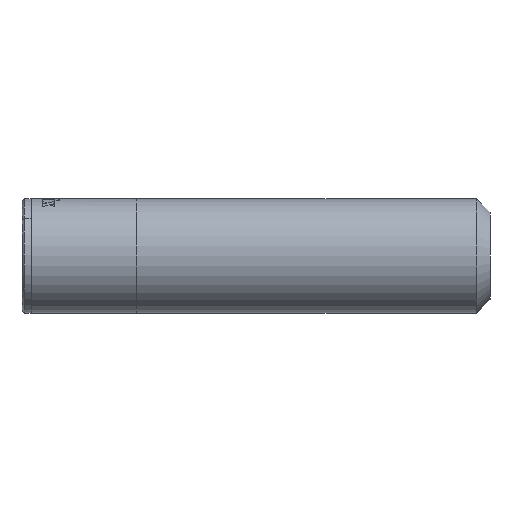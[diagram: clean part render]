
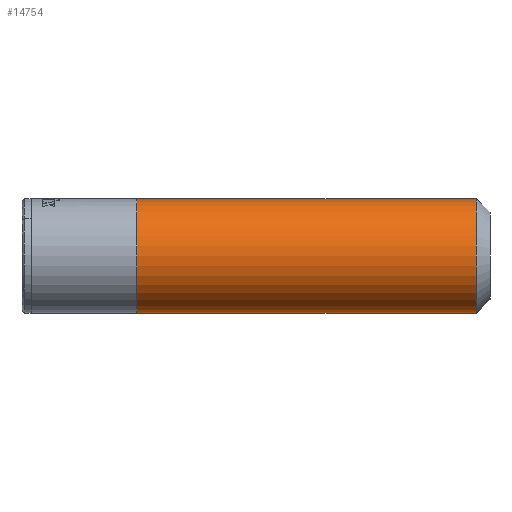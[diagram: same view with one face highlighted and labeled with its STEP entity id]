
A CAD part, left-side view. The second image highlights one B-rep face of the part: STEP entity #14754.
In plain terms, the highlighted cylindrical face has radius 12.5 mm (diameter 25 mm), a partial arc.
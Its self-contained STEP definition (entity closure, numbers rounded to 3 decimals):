
#1950 = CARTESIAN_POINT ( 'NONE',  ( -6.336, 43.984, 93. ) ) ;
#4620 = DIRECTION ( 'NONE',  ( 0., -1., 0. ) ) ;
#5046 = EDGE_CURVE ( 'NONE', #14506, #13261, #10372, .T. ) ;
#5878 = CARTESIAN_POINT ( 'NONE',  ( -6.336, 43.984, 80.5 ) ) ;
#7418 = CARTESIAN_POINT ( 'NONE',  ( -6.336, -30.016, 105.5 ) ) ;
#9367 = DIRECTION ( 'NONE',  ( 0., -1., 0. ) ) ;
#10372 = LINE ( 'NONE', #11943, #13420 ) ;
#10643 = EDGE_CURVE ( 'NONE', #29402, #14415, #14165, .T. ) ;
#10727 = CARTESIAN_POINT ( 'NONE',  ( -6.336, 43.984, 105.5 ) ) ;
#11650 = CYLINDRICAL_SURFACE ( 'NONE', #13897, 12.5 ) ;
#11943 = CARTESIAN_POINT ( 'NONE',  ( -6.336, 59.984, 80.5 ) ) ;
#13261 = VERTEX_POINT ( 'NONE', #19507 ) ;
#13420 = VECTOR ( 'NONE', #18934, 1000. ) ;
#13897 = AXIS2_PLACEMENT_3D ( 'NONE', #18771, #9367, #25948 ) ;
#13950 = CARTESIAN_POINT ( 'NONE',  ( -6.336, -30.016, 93. ) ) ;
#14165 = LINE ( 'NONE', #18730, #29338 ) ;
#14415 = VERTEX_POINT ( 'NONE', #7418 ) ;
#14506 = VERTEX_POINT ( 'NONE', #5878 ) ;
#14754 = ADVANCED_FACE ( 'NONE', ( #16197 ), #11650, .T. ) ;
#15589 = AXIS2_PLACEMENT_3D ( 'NONE', #13950, #19254, #28546 ) ;
#16197 = FACE_OUTER_BOUND ( 'NONE', #19812, .T. ) ;
#16529 = ORIENTED_EDGE ( 'NONE', *, *, #19746, .T. ) ;
#18730 = CARTESIAN_POINT ( 'NONE',  ( -6.336, 59.984, 105.5 ) ) ;
#18771 = CARTESIAN_POINT ( 'NONE',  ( -6.336, 59.984, 93. ) ) ;
#18934 = DIRECTION ( 'NONE',  ( 0., -1., 0. ) ) ;
#18991 = AXIS2_PLACEMENT_3D ( 'NONE', #1950, #25393, #27669 ) ;
#19254 = DIRECTION ( 'NONE',  ( 0., 1., 0. ) ) ;
#19507 = CARTESIAN_POINT ( 'NONE',  ( -6.336, -30.016, 80.5 ) ) ;
#19673 = EDGE_CURVE ( 'NONE', #14506, #29402, #26311, .T. ) ;
#19746 = EDGE_CURVE ( 'NONE', #13261, #14415, #23391, .T. ) ;
#19812 = EDGE_LOOP ( 'NONE', ( #26633, #28627, #27755, #16529 ) ) ;
#23391 = CIRCLE ( 'NONE', #15589, 12.5 ) ;
#25393 = DIRECTION ( 'NONE',  ( 0., 1., 0. ) ) ;
#25948 = DIRECTION ( 'NONE',  ( 0., 0., -1. ) ) ;
#26311 = CIRCLE ( 'NONE', #18991, 12.5 ) ;
#26633 = ORIENTED_EDGE ( 'NONE', *, *, #10643, .F. ) ;
#27669 = DIRECTION ( 'NONE',  ( 0., 0., 1. ) ) ;
#27755 = ORIENTED_EDGE ( 'NONE', *, *, #5046, .T. ) ;
#28546 = DIRECTION ( 'NONE',  ( 0., 0., 1. ) ) ;
#28627 = ORIENTED_EDGE ( 'NONE', *, *, #19673, .F. ) ;
#29338 = VECTOR ( 'NONE', #4620, 1000. ) ;
#29402 = VERTEX_POINT ( 'NONE', #10727 ) ;
